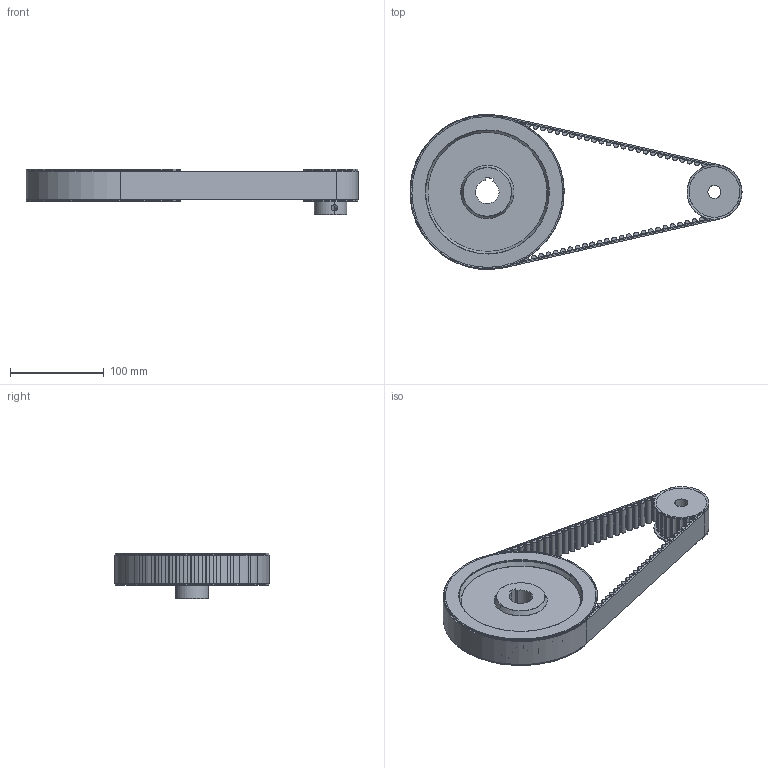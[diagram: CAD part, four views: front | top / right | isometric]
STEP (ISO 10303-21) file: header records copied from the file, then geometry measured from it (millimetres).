
FILE_DESCRIPTION (( 'STEP AP214' ), '1' );
FILE_NAME ('PTBAssemC1.STEP', '2018-08-11T11:57:35', ( '' ), ( '' ), 'SwSTEP 2.0', 'SolidWorks 2017', '' );
FILE_SCHEMA (( 'AUTOMOTIVE_DESIGN' ));
Length unit declared in the file: millimetre
Products named in the file (5): Belt1-6^PTBAssemC1; Bda_Cm; 08M3022_C; 08M3064C; PTBAssemC1
Assembly tree (108 placements, depth 2):
  PTBAssemC1
    08M3064C
    08M3022_C
    Belt1-6^PTBAssemC1
    Bda_Cm  x105
Bounding box: 354.02 x 165.31 x 48.76 mm (x, y, z)
Volume: 688296.6 mm3; surface area: 221391.7 mm2
Topology: 108 solids, 108 shells, 2350 faces, 6303 edges, 4176 vertices
Faces by surface type: plane 1349, cylinder 923, torus 50, cone 28
Entity records: 25282 total; most frequent: DIRECTION 4451, CARTESIAN_POINT 4256, ORIENTED_EDGE 3870, EDGE_CURVE 1935, AXIS2_PLACEMENT_3D 1727, VERTEX_POINT 1264, LINE 997, VECTOR 997
